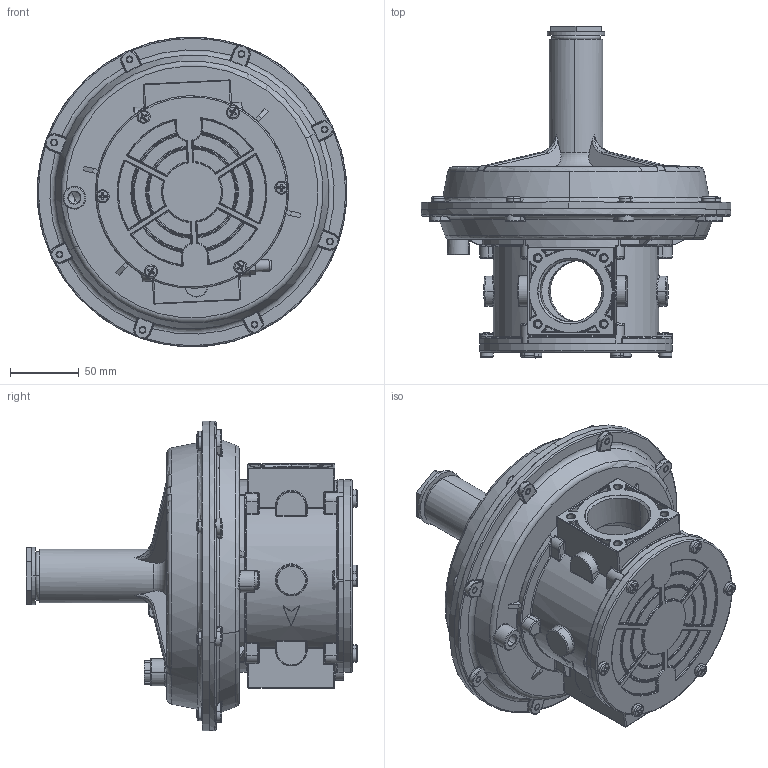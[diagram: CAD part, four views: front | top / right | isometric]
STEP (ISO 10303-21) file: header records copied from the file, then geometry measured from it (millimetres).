
FILE_DESCRIPTION((''),'2;1');
FILE_NAME('RG06_ASM','2014-02-10T',('Matteo Bolognesi'),(''),'PRO/ENGINEER BY PARAMETRIC TECHNOLOGY CORPORATION, 2012130','PRO/ENGINEER BY PARAMETRIC TECHNOLOGY CORPORATION, 2012130','');
FILE_SCHEMA(('CONFIG_CONTROL_DESIGN'));
Products named in the file (10): CO-1031; FO-0400; FL-0350; IM-0300; VITI1; PRESSURETAP; AN-0120; OR-1280; RC06CAP; RG06_ASM
Assembly tree (22 placements, depth 2):
  RG06_ASM
    CO-1031
    FO-0400
    FL-0350
    IM-0300
    VITI1  x14
    PRESSURETAP
    AN-0120
    OR-1280
    RC06CAP
Bounding box: 224.9 x 241.05 x 224.9 mm (x, y, z)
Volume: 850499.2 mm3; surface area: 392885.6 mm2
Topology: 22 solids, 46 shells, 2937 faces, 6729 edges, 3892 vertices
Faces by surface type: cylinder 977, torus 552, plane 527, bspline 363, cone 315, sphere 171, extrusion 32
Entity records: 81450 total; most frequent: CARTESIAN_POINT 34947, DIRECTION 10174, ORIENTED_EDGE 9466, EDGE_CURVE 4781, AXIS2_PLACEMENT_3D 4423, VERTEX_POINT 2748, CIRCLE 2608, EDGE_LOOP 2267
